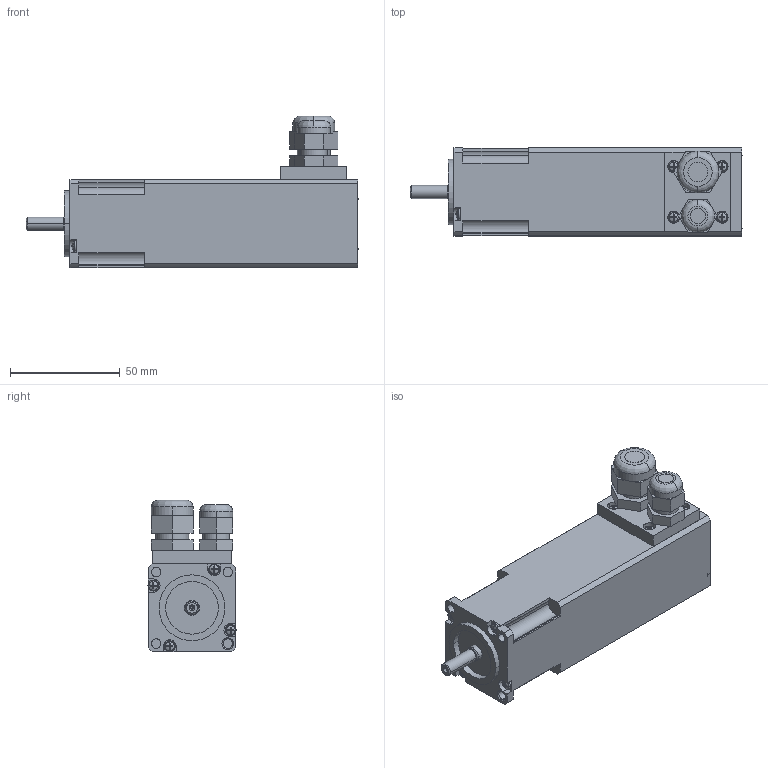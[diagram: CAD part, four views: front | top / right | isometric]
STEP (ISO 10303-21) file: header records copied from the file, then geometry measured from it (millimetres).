
FILE_DESCRIPTION((''),'2;1');
FILE_NAME('ACM0012.stp','2005-06-16T18:04:49',(''),(''),'Mechanical Desktop 2006','Mechanical Desktop 2006',', , ');
FILE_SCHEMA(('CONFIG_CONTROL_DESIGN'));
Length unit declared in the file: millimetre
Products named in the file (2): ACM0012; CARCASA
Assembly tree (1 placements, depth 2):
  ACM0012
    CARCASA
Bounding box: 151.09 x 40.07 x 69.03 mm (x, y, z)
Volume: 219884 mm3; surface area: 29367.8 mm2
Topology: 1 solids, 2 shells, 498 faces, 1120 edges, 645 vertices
Faces by surface type: plane 338, cylinder 84, cone 32, sphere 20, torus 20, bspline 4
Entity records: 13931 total; most frequent: DIRECTION 2600, CARTESIAN_POINT 2439, ORIENTED_EDGE 2236, EDGE_CURVE 1118, AXIS2_PLACEMENT_3D 986, VERTEX_POINT 645, VECTOR 628, LINE 628
